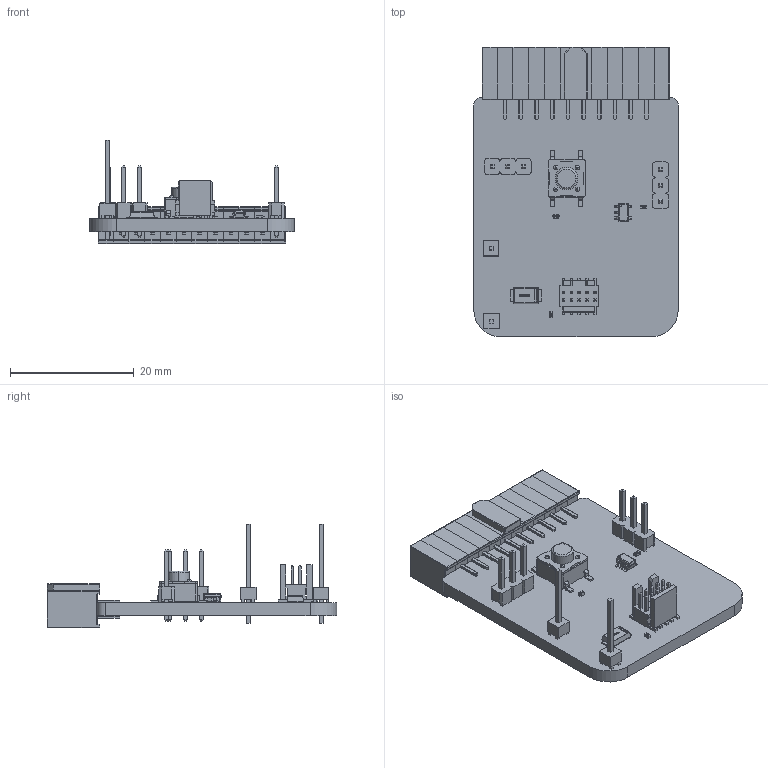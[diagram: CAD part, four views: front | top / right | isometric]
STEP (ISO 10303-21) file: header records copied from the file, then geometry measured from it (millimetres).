
FILE_DESCRIPTION(('Open CASCADE Model'),'2;1');
FILE_NAME('Open CASCADE Shape Model','2023-09-26T15:15:04',('Author'),( 'Open CASCADE'),'Open CASCADE STEP processor 7.5','Open CASCADE 7.5' ,'Unknown');
FILE_SCHEMA(('AUTOMOTIVE_DESIGN { 1 0 10303 214 1 1 1 1 }'));
Length unit declared in the file: millimetre
Products named in the file (39): PCB; Board; Open CASCADE STEP translator 7.5 1.1.1; U1; NOPB; J6; HMTSW-101-22-S-S-400; HMTSW-101-22-S-400; HMTSW-101-22-S-S-400_body; J2; SFH11-xxPC-D10-ST-BK; body section with ST gold pins; end; Polarizing Key; SW1; PTS645SK50SMTR92LFS--3DModel-STEP-1; J5; Download_STP_61300311121 (rev1); 61300311121; 6130xx11121_PIN; J4; J3; J1; FTSH-105-01-L-DV-K; _FTSH-105-01-L-DV-K_body; _FTSH-105-01-L-DV-K_pins1; _FTSH-105-01-L-DV-K_pins2; D2; User Library-SOD128; D1; User Library-DIODE_SOD-923; C2; CAP-0402; BODY; TERMINAL_1; TERMINAL_2; Imperial_case_code; Metric_case_code; C1
Assembly tree (73 placements, depth 4):
  PCB
    Board
      Open CASCADE STEP translator 7.5 1.1.1
    U1
      NOPB
    J6
      HMTSW-101-22-S-S-400
        HMTSW-101-22-S-400
        HMTSW-101-22-S-S-400_body
    J2
      SFH11-xxPC-D10-ST-BK
        body section with ST gold pins  x30
        end  x2
        Polarizing Key
    SW1
      PTS645SK50SMTR92LFS--3DModel-STEP-1
    J5
      Download_STP_61300311121 (rev1)
        61300311121
        6130xx11121_PIN  x3
    J4
      HMTSW-101-22-S-S-400
        HMTSW-101-22-S-400
        HMTSW-101-22-S-S-400_body
    J3
      Download_STP_61300311121 (rev1)
        61300311121
        6130xx11121_PIN  x3
    J1
      FTSH-105-01-L-DV-K
        _FTSH-105-01-L-DV-K_body
        _FTSH-105-01-L-DV-K_pins1
        _FTSH-105-01-L-DV-K_pins2
    D2
      User Library-SOD128
    D1
      User Library-DIODE_SOD-923
    C2
      CAP-0402
        BODY
        TERMINAL_1
        TERMINAL_2
        Imperial_case_code
        Metric_case_code
    C1
      CAP-0402
        BODY
        TERMINAL_1
        TERMINAL_2
        Imperial_case_code
        Metric_case_code
Bounding box: 33.02 x 46.83 x 16.76 mm (x, y, z)
Volume: 6941.1 mm3; surface area: 11355.4 mm2
Topology: 129 solids, 151 shells, 6287 faces, 14633 edges, 8164 vertices
Faces by surface type: cylinder 2526, plane 2181, sphere 806, bspline 756, torus 10, revolution 8
Entity records: 48752 total; most frequent: CARTESIAN_POINT 15228, ORIENTED_EDGE 6175, DIRECTION 5627, EDGE_CURVE 3182, LINE 2161, VECTOR 2161, VERTEX_POINT 2037, AXIS2_PLACEMENT_3D 1729
